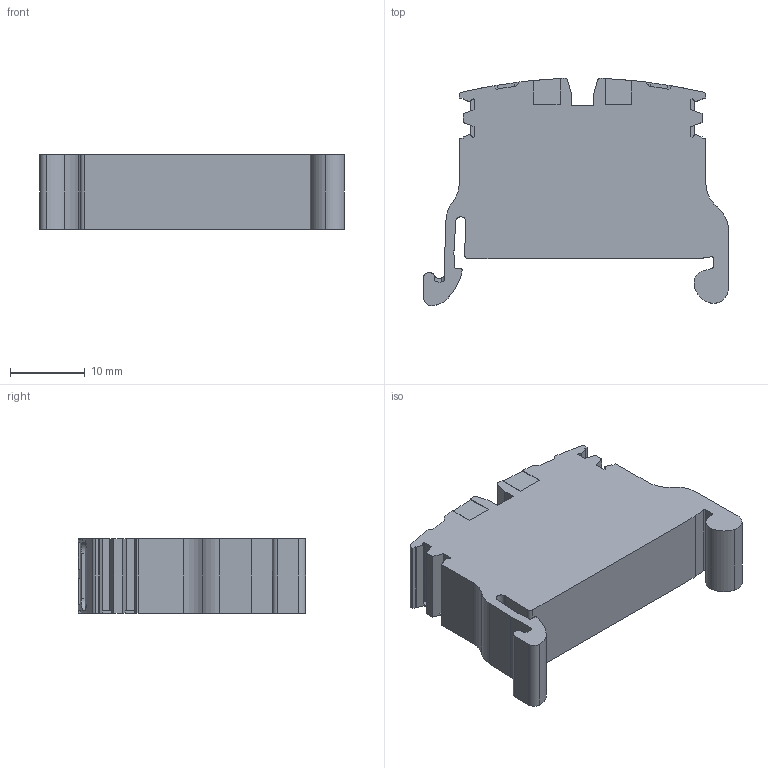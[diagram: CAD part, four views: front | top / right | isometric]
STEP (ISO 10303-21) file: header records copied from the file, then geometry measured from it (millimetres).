
FILE_DESCRIPTION (( 'STEP AP214' ), '1' );
FILE_NAME ('306490_MYKR 2,5 C_Beige.STP', '2014-10-09T07:55:03', ( '' ), ( '' ), 'SwSTEP 2.0', 'SolidWorks 2014', '' );
FILE_SCHEMA (( 'AUTOMOTIVE_DESIGN' ));
Length unit declared in the file: millimetre
Products named in the file (1): 306490_MYKR 2,5 C_Beige
Bounding box: 40.76 x 30.37 x 9.95 mm (x, y, z)
Volume: 7848.3 mm3; surface area: 3664.4 mm2
Topology: 1 solids, 1 shells, 161 faces, 465 edges, 310 vertices
Faces by surface type: plane 111, cylinder 50
Entity records: 5468 total; most frequent: CARTESIAN_POINT 1149, ORIENTED_EDGE 930, DIRECTION 866, EDGE_CURVE 465, VECTOR 336, LINE 336, VERTEX_POINT 310, AXIS2_PLACEMENT_3D 265
